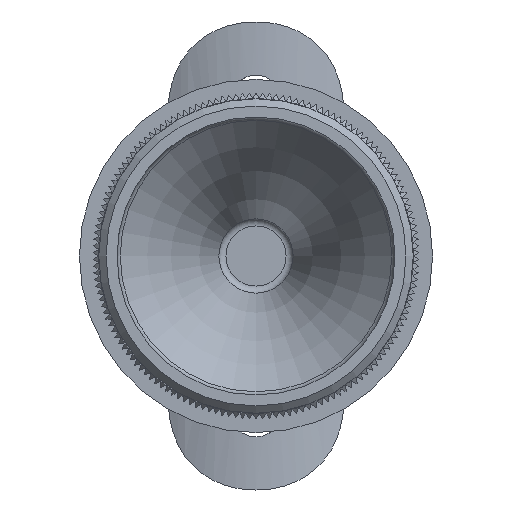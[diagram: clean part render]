
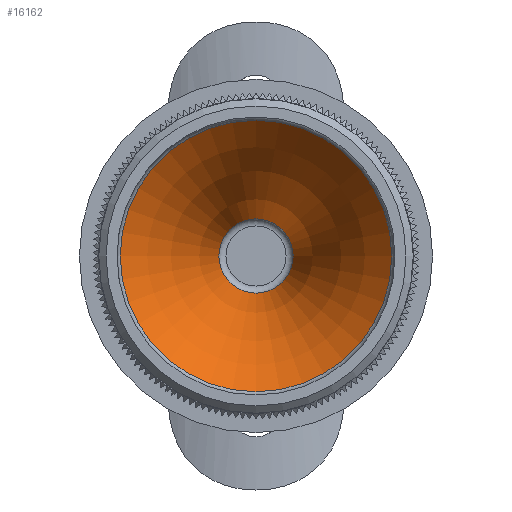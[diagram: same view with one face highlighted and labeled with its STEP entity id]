
A CAD part, front view. The second image highlights one B-rep face of the part: STEP entity #16162.
In plain terms, the highlighted toroidal (fillet/blend) face has major radius 55.3 mm and minor radius 51.8 mm.
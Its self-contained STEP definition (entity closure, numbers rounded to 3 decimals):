
#2443 = CARTESIAN_POINT ( 'NONE',  ( 0., 49.245, 0. ) ) ;
#2651 = CARTESIAN_POINT ( 'NONE',  ( 0., 25.393, 0. ) ) ;
#7598 = CIRCLE ( 'NONE', #27083, 18.564 ) ;
#10308 = EDGE_LOOP ( 'NONE', ( #21249 ) ) ;
#10635 = TOROIDAL_SURFACE ( 'NONE', #26180, 55.3, 51.8 ) ;
#10682 = DIRECTION ( 'NONE',  ( -1., 0., 0. ) ) ;
#11983 = CARTESIAN_POINT ( 'NONE',  ( 0., 61.913, 0. ) ) ;
#12128 = CARTESIAN_POINT ( 'NONE',  ( -5.073, 49.245, 0. ) ) ;
#14313 = DIRECTION ( 'NONE',  ( -1., 0., 0. ) ) ;
#15178 = CARTESIAN_POINT ( 'NONE',  ( -18.564, 25.393, 0. ) ) ;
#16162 = ADVANCED_FACE ( 'NONE', ( #18934, #31905 ), #10635, .T. ) ;
#16522 = VERTEX_POINT ( 'NONE', #15178 ) ;
#18934 = FACE_OUTER_BOUND ( 'NONE', #10308, .T. ) ;
#19461 = DIRECTION ( 'NONE',  ( 0., 1., 0. ) ) ;
#19635 = VERTEX_POINT ( 'NONE', #12128 ) ;
#21249 = ORIENTED_EDGE ( 'NONE', *, *, #28400, .F. ) ;
#21698 = DIRECTION ( 'NONE',  ( -1., 0., 0. ) ) ;
#21811 = DIRECTION ( 'NONE',  ( 0., 1., 0. ) ) ;
#22534 = CIRCLE ( 'NONE', #32208, 5.073 ) ;
#23470 = EDGE_CURVE ( 'NONE', #19635, #19635, #22534, .T. ) ;
#26180 = AXIS2_PLACEMENT_3D ( 'NONE', #11983, #31382, #14313 ) ;
#26631 = EDGE_LOOP ( 'NONE', ( #31480 ) ) ;
#27083 = AXIS2_PLACEMENT_3D ( 'NONE', #2651, #19461, #10682 ) ;
#28400 = EDGE_CURVE ( 'NONE', #16522, #16522, #7598, .T. ) ;
#31382 = DIRECTION ( 'NONE',  ( 0., 1., 0. ) ) ;
#31480 = ORIENTED_EDGE ( 'NONE', *, *, #23470, .T. ) ;
#31905 = FACE_OUTER_BOUND ( 'NONE', #26631, .T. ) ;
#32208 = AXIS2_PLACEMENT_3D ( 'NONE', #2443, #21811, #21698 ) ;
